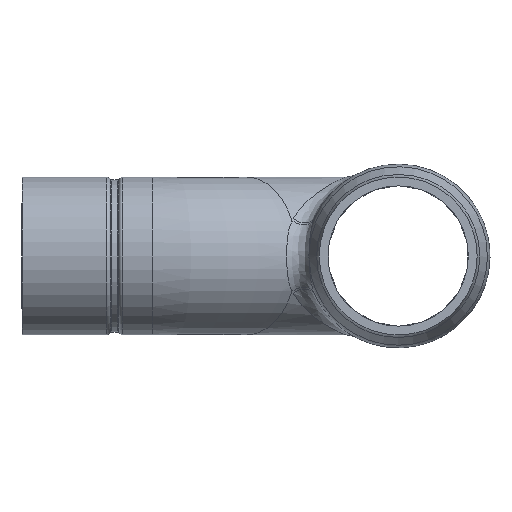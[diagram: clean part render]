
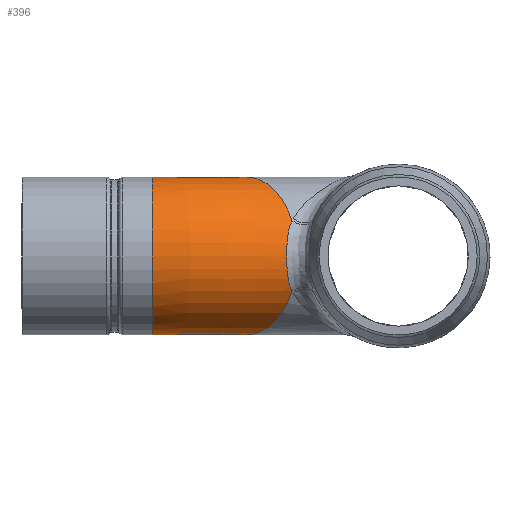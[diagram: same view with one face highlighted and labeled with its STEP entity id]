
A CAD part, left-side view. The second image highlights one B-rep face of the part: STEP entity #396.
In plain terms, the highlighted toroidal (fillet/blend) face has major radius 20 mm and minor radius 10.75 mm.
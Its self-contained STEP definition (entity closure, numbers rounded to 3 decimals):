
#35=B_SPLINE_CURVE_WITH_KNOTS('',3,(#1239,#1240,#1241,#1242,#1243,#1244),
 .UNSPECIFIED.,.F.,.F.,(4,1,1,4),(0.,3.45,5.75,
8.051),.UNSPECIFIED.);
#61=FACE_BOUND('',#136,.T.);
#91=FACE_OUTER_BOUND('',#135,.T.);
#135=EDGE_LOOP('',(#326));
#136=EDGE_LOOP('',(#327,#328));
#171=CIRCLE('',#443,10.75);
#184=CIRCLE('',#463,10.75);
#204=VERTEX_POINT('',#657);
#218=VERTEX_POINT('',#1183);
#222=VERTEX_POINT('',#1238);
#241=EDGE_CURVE('',#204,#204,#171,.T.);
#261=EDGE_CURVE('',#218,#222,#35,.T.);
#266=EDGE_CURVE('',#222,#218,#184,.T.);
#326=ORIENTED_EDGE('',*,*,#241,.T.);
#327=ORIENTED_EDGE('',*,*,#261,.F.);
#328=ORIENTED_EDGE('',*,*,#266,.F.);
#374=TOROIDAL_SURFACE('',#462,20.,10.75);
#396=ADVANCED_FACE('',(#91,#61),#374,.T.);
#443=AXIS2_PLACEMENT_3D('',#658,#515,#516);
#462=AXIS2_PLACEMENT_3D('',#1284,#553,#554);
#463=AXIS2_PLACEMENT_3D('',#1285,#555,#556);
#515=DIRECTION('center_axis',(0.,-1.,0.));
#516=DIRECTION('ref_axis',(1.,0.,0.));
#553=DIRECTION('center_axis',(0.,0.,1.));
#554=DIRECTION('ref_axis',(1.,0.,0.));
#555=DIRECTION('center_axis',(0.643,-0.766,0.));
#556=DIRECTION('ref_axis',(0.766,0.643,0.));
#657=CARTESIAN_POINT('',(-52.75,33.498,0.));
#658=CARTESIAN_POINT('Origin',(-42.,33.498,0.));
#1183=CARTESIAN_POINT('',(-44.682,14.466,4.82));
#1238=CARTESIAN_POINT('',(-44.682,14.466,-4.82));
#1239=CARTESIAN_POINT('Ctrl Pts',(-44.682,14.466,4.82));
#1240=CARTESIAN_POINT('Ctrl Pts',(-45.786,14.956,3.761));
#1241=CARTESIAN_POINT('Ctrl Pts',(-46.961,15.249,1.307));
#1242=CARTESIAN_POINT('Ctrl Pts',(-46.547,15.161,-2.33));
#1243=CARTESIAN_POINT('Ctrl Pts',(-45.418,14.792,-4.114));
#1244=CARTESIAN_POINT('Ctrl Pts',(-44.682,14.466,-4.82));
#1284=CARTESIAN_POINT('Origin',(-22.,33.498,0.));
#1285=CARTESIAN_POINT('Origin',(-37.321,20.642,0.));
